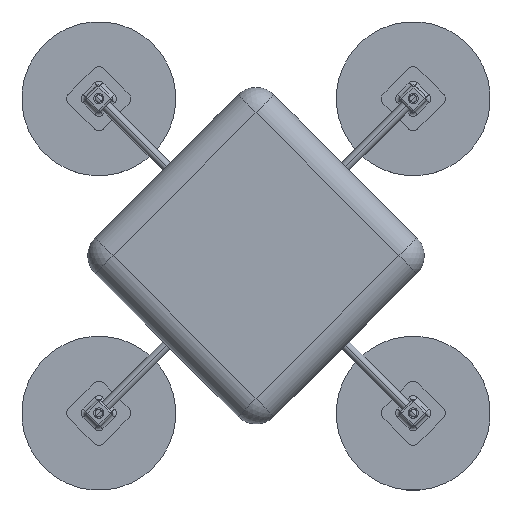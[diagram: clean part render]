
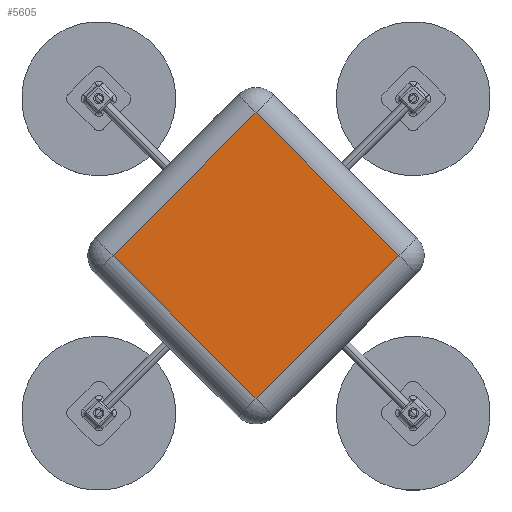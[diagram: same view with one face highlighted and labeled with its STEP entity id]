
A CAD part, top view. The second image highlights one B-rep face of the part: STEP entity #5605.
In plain terms, the highlighted face is planar.
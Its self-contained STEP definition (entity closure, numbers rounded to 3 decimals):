
#5190=DIRECTION('',(1.,0.,0.));
#5191=VECTOR('',#5190,200.);
#5192=CARTESIAN_POINT('',(-100.,100.,0.));
#5193=LINE('',#5192,#5191);
#5194=DIRECTION('',(0.,1.,0.));
#5195=VECTOR('',#5194,200.);
#5196=CARTESIAN_POINT('',(-100.,-100.,0.));
#5197=LINE('',#5196,#5195);
#5198=DIRECTION('',(-1.,0.,0.));
#5199=VECTOR('',#5198,200.);
#5200=CARTESIAN_POINT('',(100.,-100.,0.));
#5201=LINE('',#5200,#5199);
#5202=DIRECTION('',(0.,-1.,0.));
#5203=VECTOR('',#5202,200.);
#5204=CARTESIAN_POINT('',(100.,100.,0.));
#5205=LINE('',#5204,#5203);
#5455=CARTESIAN_POINT('',(-100.,100.,0.));
#5456=CARTESIAN_POINT('',(100.,100.,0.));
#5457=VERTEX_POINT('',#5455);
#5458=VERTEX_POINT('',#5456);
#5459=CARTESIAN_POINT('',(100.,-100.,0.));
#5460=VERTEX_POINT('',#5459);
#5487=CARTESIAN_POINT('',(-100.,-100.,0.));
#5488=VERTEX_POINT('',#5487);
#5592=CARTESIAN_POINT('',(0.,0.,0.));
#5593=DIRECTION('',(0.,0.,1.));
#5594=DIRECTION('',(0.,-1.,0.));
#5595=AXIS2_PLACEMENT_3D('',#5592,#5593,#5594);
#5596=PLANE('',#5595);
#5597=ORIENTED_EDGE('',*,*,#5528,.F.);
#5599=ORIENTED_EDGE('',*,*,#5598,.F.);
#5601=ORIENTED_EDGE('',*,*,#5600,.F.);
#5602=ORIENTED_EDGE('',*,*,#5582,.F.);
#5603=EDGE_LOOP('',(#5597,#5599,#5601,#5602));
#5604=FACE_OUTER_BOUND('',#5603,.F.);
#5605=ADVANCED_FACE('',(#5604),#5596,.F.);
#5528=EDGE_CURVE('',#5457,#5458,#5193,.T.);
#5582=EDGE_CURVE('',#5458,#5460,#5205,.T.);
#5598=EDGE_CURVE('',#5488,#5457,#5197,.T.);
#5600=EDGE_CURVE('',#5460,#5488,#5201,.T.);
